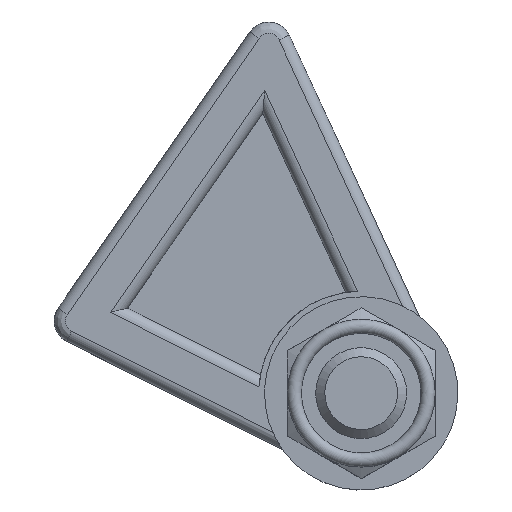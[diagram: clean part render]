
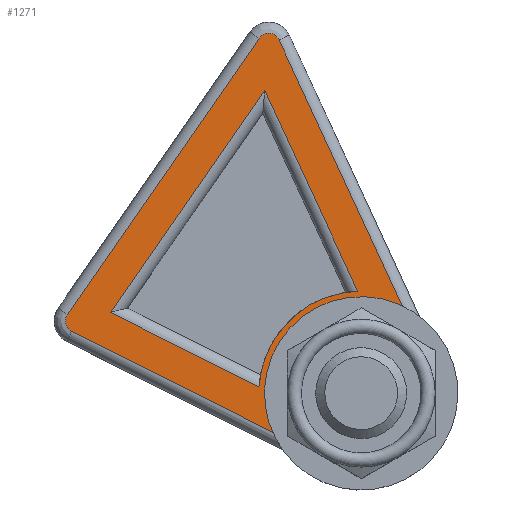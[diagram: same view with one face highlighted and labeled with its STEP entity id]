
A CAD part, top view. The second image highlights one B-rep face of the part: STEP entity #1271.
In plain terms, the highlighted planar face has unit normal (0, 0, 1).
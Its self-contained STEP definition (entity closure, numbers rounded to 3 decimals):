
#144=LINE('',#2357,#209);
#145=LINE('',#2380,#210);
#147=LINE('',#2403,#212);
#152=LINE('',#2417,#217);
#154=LINE('',#2433,#219);
#155=LINE('',#2436,#220);
#209=VECTOR('',#1868,10.);
#210=VECTOR('',#1877,10.);
#212=VECTOR('',#1887,10.);
#217=VECTOR('',#1902,10.);
#219=VECTOR('',#1908,10.);
#220=VECTOR('',#1911,10.);
#261=FACE_BOUND('',#426,.T.);
#338=FACE_OUTER_BOUND('',#425,.T.);
#425=EDGE_LOOP('',(#1145,#1146,#1147,#1148,#1149,#1150,#1151));
#426=EDGE_LOOP('',(#1152,#1153,#1154,#1155));
#489=CIRCLE('',#1516,7.5);
#490=CIRCLE('',#1517,7.5);
#497=CIRCLE('',#1530,1.);
#500=CIRCLE('',#1534,1.);
#503=CIRCLE('',#1551,9.);
#592=VERTEX_POINT('',#2314);
#593=VERTEX_POINT('',#2316);
#596=VERTEX_POINT('',#2328);
#601=VERTEX_POINT('',#2355);
#602=VERTEX_POINT('',#2373);
#604=VERTEX_POINT('',#2378);
#606=VERTEX_POINT('',#2398);
#609=VERTEX_POINT('',#2414);
#610=VERTEX_POINT('',#2416);
#612=VERTEX_POINT('',#2422);
#613=VERTEX_POINT('',#2435);
#752=EDGE_CURVE('',#593,#592,#489,.T.);
#757=EDGE_CURVE('',#592,#596,#490,.T.);
#766=EDGE_CURVE('',#601,#596,#144,.T.);
#768=EDGE_CURVE('',#602,#601,#497,.T.);
#770=EDGE_CURVE('',#604,#602,#145,.T.);
#773=EDGE_CURVE('',#606,#604,#500,.T.);
#775=EDGE_CURVE('',#593,#606,#147,.T.);
#781=EDGE_CURVE('',#609,#610,#152,.T.);
#785=EDGE_CURVE('',#612,#609,#154,.T.);
#786=EDGE_CURVE('',#610,#613,#155,.T.);
#797=EDGE_CURVE('',#613,#612,#503,.T.);
#1145=ORIENTED_EDGE('',*,*,#775,.F.);
#1146=ORIENTED_EDGE('',*,*,#752,.T.);
#1147=ORIENTED_EDGE('',*,*,#757,.T.);
#1148=ORIENTED_EDGE('',*,*,#766,.F.);
#1149=ORIENTED_EDGE('',*,*,#768,.F.);
#1150=ORIENTED_EDGE('',*,*,#770,.F.);
#1151=ORIENTED_EDGE('',*,*,#773,.F.);
#1152=ORIENTED_EDGE('',*,*,#797,.F.);
#1153=ORIENTED_EDGE('',*,*,#786,.F.);
#1154=ORIENTED_EDGE('',*,*,#781,.F.);
#1155=ORIENTED_EDGE('',*,*,#785,.F.);
#1187=PLANE('',#1552);
#1271=ADVANCED_FACE('',(#338,#261),#1187,.T.);
#1516=AXIS2_PLACEMENT_3D('',#2317,#1837,#1838);
#1517=AXIS2_PLACEMENT_3D('',#2337,#1841,#1842);
#1530=AXIS2_PLACEMENT_3D('',#2375,#1871,#1872);
#1534=AXIS2_PLACEMENT_3D('',#2400,#1881,#1882);
#1551=AXIS2_PLACEMENT_3D('',#2466,#1932,#1933);
#1552=AXIS2_PLACEMENT_3D('',#2467,#1934,#1935);
#1837=DIRECTION('center_axis',(0.,0.,-1.));
#1838=DIRECTION('ref_axis',(-1.,0.,0.));
#1841=DIRECTION('center_axis',(0.,0.,-1.));
#1842=DIRECTION('ref_axis',(-1.,0.,0.));
#1868=DIRECTION('',(0.782,-0.623,0.));
#1871=DIRECTION('center_axis',(0.,0.,-1.));
#1872=DIRECTION('ref_axis',(-0.369,0.929,0.));
#1877=DIRECTION('',(0.141,0.99,0.));
#1881=DIRECTION('center_axis',(0.,0.,-1.));
#1882=DIRECTION('ref_axis',(-0.755,-0.655,0.));
#1887=DIRECTION('',(-1.,0.,0.));
#1902=DIRECTION('',(-0.141,-0.99,0.));
#1908=DIRECTION('',(-0.782,0.623,0.));
#1911=DIRECTION('',(1.,0.,0.));
#1932=DIRECTION('center_axis',(0.,0.,-1.));
#1933=DIRECTION('ref_axis',(-1.,0.,0.));
#1934=DIRECTION('center_axis',(0.,0.,1.));
#1935=DIRECTION('ref_axis',(1.,0.,0.));
#2314=CARTESIAN_POINT('',(-7.5,0.,8.));
#2316=CARTESIAN_POINT('',(-3.742,-6.5,8.));
#2317=CARTESIAN_POINT('Origin',(0.,0.,8.));
#2328=CARTESIAN_POINT('',(1.121,7.416,8.));
#2337=CARTESIAN_POINT('Origin',(0.,0.,8.));
#2355=CARTESIAN_POINT('',(-20.391,24.543,8.));
#2357=CARTESIAN_POINT('',(4.049,5.085,8.));
#2373=CARTESIAN_POINT('',(-22.004,23.902,8.));
#2375=CARTESIAN_POINT('Origin',(-21.014,23.76,8.));
#2378=CARTESIAN_POINT('',(-26.184,-5.359,8.));
#2380=CARTESIAN_POINT('',(-23.21,15.459,8.));
#2398=CARTESIAN_POINT('',(-25.194,-6.5,8.));
#2400=CARTESIAN_POINT('Origin',(-25.194,-5.5,8.));
#2403=CARTESIAN_POINT('',(-13.75,-6.5,8.));
#2414=CARTESIAN_POINT('',(-19.528,20.021,8.));
#2416=CARTESIAN_POINT('',(-22.888,-3.5,8.));
#2417=CARTESIAN_POINT('',(-20.24,15.034,8.));
#2422=CARTESIAN_POINT('',(-4.307,7.903,8.));
#2433=CARTESIAN_POINT('',(2.18,2.738,8.));
#2435=CARTESIAN_POINT('',(-8.292,-3.5,8.));
#2436=CARTESIAN_POINT('',(-13.75,-3.5,8.));
#2466=CARTESIAN_POINT('Origin',(0.,0.,8.));
#2467=CARTESIAN_POINT('Origin',(0.,0.,
8.));
